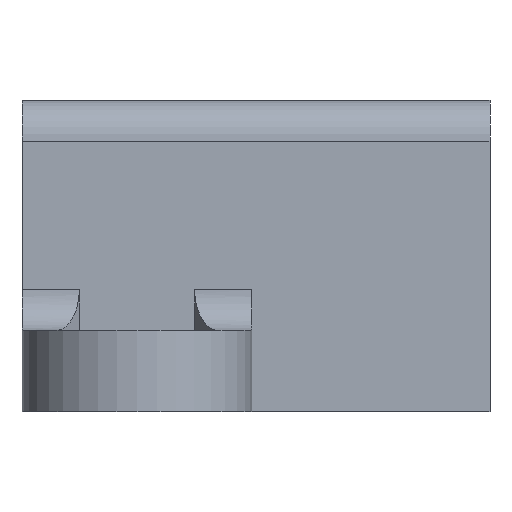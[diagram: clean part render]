
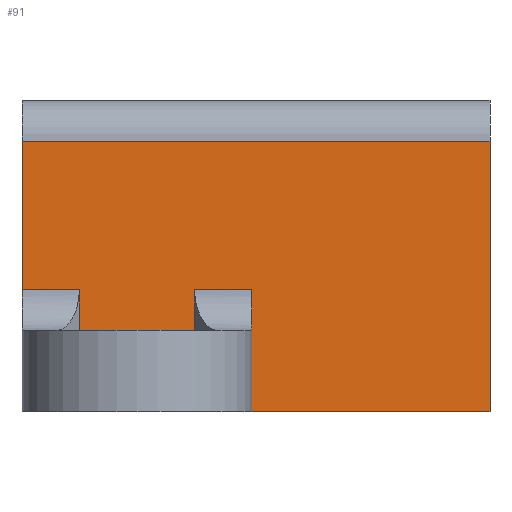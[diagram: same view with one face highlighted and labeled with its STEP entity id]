
A CAD part, front view. The second image highlights one B-rep face of the part: STEP entity #91.
In plain terms, the highlighted planar face has unit normal (0, -1, 0).
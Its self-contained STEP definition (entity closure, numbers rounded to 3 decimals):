
#40=PLANE('',#1225);
#91=ADVANCED_FACE('',(#165),#40,.F.);
#165=FACE_OUTER_BOUND('',#225,.T.);
#225=EDGE_LOOP('',(#606,#607,#608,#609,#610,#611,#612,#613,#614,#615));
#285=LINE('',#1638,#427);
#298=LINE('',#1684,#440);
#307=LINE('',#1703,#449);
#308=LINE('',#1706,#450);
#309=LINE('',#1708,#451);
#310=LINE('',#1710,#452);
#311=LINE('',#1711,#453);
#312=LINE('',#1713,#454);
#313=LINE('',#1715,#455);
#314=LINE('',#1717,#456);
#427=VECTOR('',#1312,1.);
#440=VECTOR('',#1351,1.);
#449=VECTOR('',#1364,1.);
#450=VECTOR('',#1365,1.);
#451=VECTOR('',#1366,1.);
#452=VECTOR('',#1367,1.);
#453=VECTOR('',#1368,1.);
#454=VECTOR('',#1369,1.);
#455=VECTOR('',#1370,1.);
#456=VECTOR('',#1371,1.);
#606=ORIENTED_EDGE('',*,*,#1052,.F.);
#607=ORIENTED_EDGE('',*,*,#1053,.T.);
#608=ORIENTED_EDGE('',*,*,#1054,.T.);
#609=ORIENTED_EDGE('',*,*,#1055,.T.);
#610=ORIENTED_EDGE('',*,*,#1042,.F.);
#611=ORIENTED_EDGE('',*,*,#1021,.F.);
#612=ORIENTED_EDGE('',*,*,#1056,.T.);
#613=ORIENTED_EDGE('',*,*,#1057,.T.);
#614=ORIENTED_EDGE('',*,*,#1058,.T.);
#615=ORIENTED_EDGE('',*,*,#1059,.T.);
#913=VERTEX_POINT('',#1637);
#914=VERTEX_POINT('',#1639);
#934=VERTEX_POINT('',#1685);
#942=VERTEX_POINT('',#1704);
#943=VERTEX_POINT('',#1705);
#944=VERTEX_POINT('',#1707);
#945=VERTEX_POINT('',#1709);
#946=VERTEX_POINT('',#1712);
#947=VERTEX_POINT('',#1714);
#948=VERTEX_POINT('',#1716);
#1021=EDGE_CURVE('',#913,#914,#285,.T.);
#1042=EDGE_CURVE('',#914,#934,#298,.T.);
#1052=EDGE_CURVE('',#942,#943,#307,.T.);
#1053=EDGE_CURVE('',#942,#944,#308,.T.);
#1054=EDGE_CURVE('',#944,#945,#309,.T.);
#1055=EDGE_CURVE('',#945,#934,#310,.T.);
#1056=EDGE_CURVE('',#913,#946,#311,.T.);
#1057=EDGE_CURVE('',#946,#947,#312,.T.);
#1058=EDGE_CURVE('',#947,#948,#313,.T.);
#1059=EDGE_CURVE('',#948,#943,#314,.T.);
#1225=AXIS2_PLACEMENT_3D('',#1718,#1372,#1373);
#1312=DIRECTION('',(0.,0.,-1.));
#1351=DIRECTION('',(-1.,0.,0.));
#1364=DIRECTION('',(-1.,0.,0.));
#1365=DIRECTION('',(0.,0.,1.));
#1366=DIRECTION('',(1.,0.,0.));
#1367=DIRECTION('',(0.,0.,-1.));
#1368=DIRECTION('',(-1.,0.,0.));
#1369=DIRECTION('',(0.,0.,-1.));
#1370=DIRECTION('',(1.,0.,0.));
#1371=DIRECTION('',(0.,0.,-1.));
#1372=DIRECTION('',(0.,1.,0.));
#1373=DIRECTION('',(0.,0.,1.));
#1637=CARTESIAN_POINT('',(17.3,-7.5,10.));
#1638=CARTESIAN_POINT('',(17.3,-7.5,10.));
#1639=CARTESIAN_POINT('',(17.3,-7.5,0.));
#1684=CARTESIAN_POINT('',(17.3,-7.5,0.));
#1685=CARTESIAN_POINT('',(8.5,-7.5,0.));
#1703=CARTESIAN_POINT('',(8.5,-7.5,3.));
#1704=CARTESIAN_POINT('',(6.386,-7.5,3.));
#1705=CARTESIAN_POINT('',(2.114,-7.5,3.));
#1706=CARTESIAN_POINT('',(6.386,-7.5,1.4));
#1707=CARTESIAN_POINT('',(6.386,-7.5,4.5));
#1708=CARTESIAN_POINT('',(17.3,-7.5,4.5));
#1709=CARTESIAN_POINT('',(8.5,-7.5,4.5));
#1710=CARTESIAN_POINT('',(8.5,-7.5,3.));
#1711=CARTESIAN_POINT('',(17.3,-7.5,10.));
#1712=CARTESIAN_POINT('',(0.,-7.5,10.));
#1713=CARTESIAN_POINT('',(0.,-7.5,10.));
#1714=CARTESIAN_POINT('',(0.,-7.5,4.5));
#1715=CARTESIAN_POINT('',(17.3,-7.5,4.5));
#1716=CARTESIAN_POINT('',(2.114,-7.5,4.5));
#1717=CARTESIAN_POINT('',(2.114,-7.5,1.4));
#1718=CARTESIAN_POINT('',(17.3,-7.5,10.));
